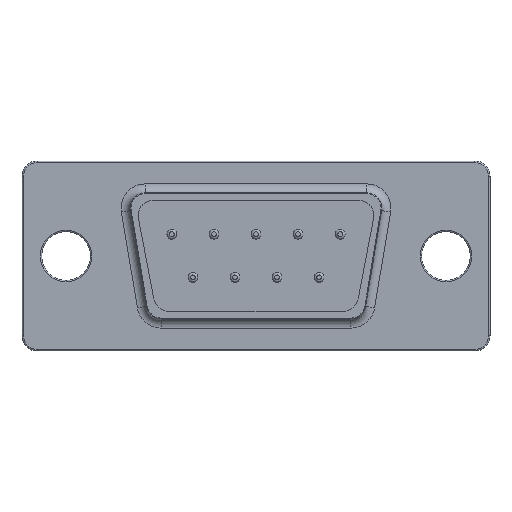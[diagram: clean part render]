
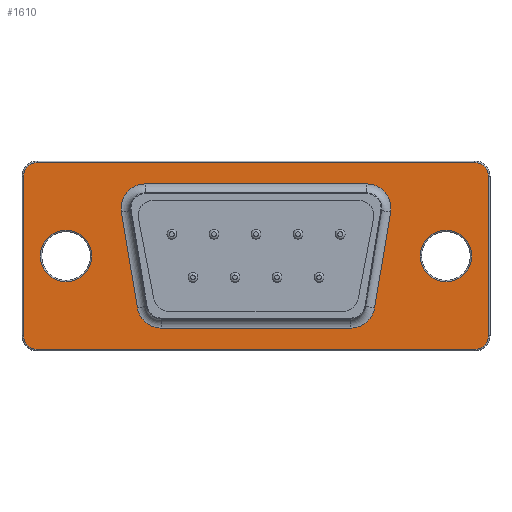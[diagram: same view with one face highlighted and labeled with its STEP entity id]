
A CAD part, top view. The second image highlights one B-rep face of the part: STEP entity #1610.
In plain terms, the highlighted planar face has unit normal (0, 0, 1).
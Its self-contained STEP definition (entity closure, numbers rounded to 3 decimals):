
#1411 = VERTEX_POINT('',#1412);
#1412 = CARTESIAN_POINT('',(-3.317,1.467,4.7));
#1421 = VERTEX_POINT('',#1422);
#1422 = CARTESIAN_POINT('',(-1.739,3.33,4.7));
#1429 = EDGE_CURVE('',#1411,#1421,#1430,.T.);
#1430 = CIRCLE('',#1431,1.6);
#1431 = AXIS2_PLACEMENT_3D('',#1432,#1433,#1434);
#1432 = CARTESIAN_POINT('',(-1.739,1.73,4.7));
#1433 = DIRECTION('',(-0.,0.,-1.));
#1434 = DIRECTION('',(-0.986,-0.165,0.));
#1445 = EDGE_CURVE('',#1421,#1446,#1448,.T.);
#1446 = VERTEX_POINT('',#1447);
#1447 = CARTESIAN_POINT('',(12.819,3.33,4.7));
#1448 = LINE('',#1449,#1450);
#1449 = CARTESIAN_POINT('',(-1.739,3.33,4.7));
#1450 = VECTOR('',#1451,1.);
#1451 = DIRECTION('',(1.,0.,0.));
#1470 = VERTEX_POINT('',#1471);
#1471 = CARTESIAN_POINT('',(-2.266,-4.833,4.7));
#1478 = EDGE_CURVE('',#1470,#1411,#1479,.T.);
#1479 = LINE('',#1480,#1481);
#1480 = CARTESIAN_POINT('',(-2.266,-4.833,4.7));
#1481 = VECTOR('',#1482,1.);
#1482 = DIRECTION('',(-0.165,0.986,0.));
#1497 = VERTEX_POINT('',#1498);
#1498 = CARTESIAN_POINT('',(14.397,1.467,4.7));
#1505 = EDGE_CURVE('',#1446,#1497,#1506,.T.);
#1506 = CIRCLE('',#1507,1.6);
#1507 = AXIS2_PLACEMENT_3D('',#1508,#1509,#1510);
#1508 = CARTESIAN_POINT('',(12.819,1.73,4.7));
#1509 = DIRECTION('',(0.,-0.,-1.));
#1510 = DIRECTION('',(0.,1.,-0.));
#1521 = VERTEX_POINT('',#1522);
#1522 = CARTESIAN_POINT('',(-0.688,-6.17,4.7));
#1531 = EDGE_CURVE('',#1521,#1470,#1532,.T.);
#1532 = CIRCLE('',#1533,1.6);
#1533 = AXIS2_PLACEMENT_3D('',#1534,#1535,#1536);
#1534 = CARTESIAN_POINT('',(-0.688,-4.57,4.7));
#1535 = DIRECTION('',(-0.,-0.,-1.));
#1536 = DIRECTION('',(0.,-1.,0.));
#1547 = EDGE_CURVE('',#1497,#1548,#1550,.T.);
#1548 = VERTEX_POINT('',#1549);
#1549 = CARTESIAN_POINT('',(13.346,-4.833,4.7));
#1550 = LINE('',#1551,#1552);
#1551 = CARTESIAN_POINT('',(14.397,1.467,4.7));
#1552 = VECTOR('',#1553,1.);
#1553 = DIRECTION('',(-0.165,-0.986,0.));
#1572 = VERTEX_POINT('',#1573);
#1573 = CARTESIAN_POINT('',(11.768,-6.17,4.7));
#1580 = EDGE_CURVE('',#1572,#1521,#1581,.T.);
#1581 = LINE('',#1582,#1583);
#1582 = CARTESIAN_POINT('',(11.768,-6.17,4.7));
#1583 = VECTOR('',#1584,1.);
#1584 = DIRECTION('',(-1.,0.,0.));
#1599 = EDGE_CURVE('',#1548,#1572,#1600,.T.);
#1600 = CIRCLE('',#1601,1.6);
#1601 = AXIS2_PLACEMENT_3D('',#1602,#1603,#1604);
#1602 = CARTESIAN_POINT('',(11.768,-4.57,4.7));
#1603 = DIRECTION('',(0.,-0.,-1.));
#1604 = DIRECTION('',(0.986,-0.165,0.));
#1610 = ADVANCED_FACE('',(#1611,#1621,#1691,#1702),#1713,.T.);
#1611 = FACE_BOUND('',#1612,.T.);
#1612 = EDGE_LOOP('',(#1613,#1614,#1615,#1616,#1617,#1618,#1619,#1620));
#1613 = ORIENTED_EDGE('',*,*,#1580,.T.);
#1614 = ORIENTED_EDGE('',*,*,#1531,.T.);
#1615 = ORIENTED_EDGE('',*,*,#1478,.T.);
#1616 = ORIENTED_EDGE('',*,*,#1429,.T.);
#1617 = ORIENTED_EDGE('',*,*,#1445,.T.);
#1618 = ORIENTED_EDGE('',*,*,#1505,.T.);
#1619 = ORIENTED_EDGE('',*,*,#1547,.T.);
#1620 = ORIENTED_EDGE('',*,*,#1599,.T.);
#1621 = FACE_BOUND('',#1622,.T.);
#1622 = EDGE_LOOP('',(#1623,#1633,#1642,#1650,#1659,#1667,#1676,#1684));
#1623 = ORIENTED_EDGE('',*,*,#1624,.T.);
#1624 = EDGE_CURVE('',#1625,#1627,#1629,.T.);
#1625 = VERTEX_POINT('',#1626);
#1626 = CARTESIAN_POINT('',(19.94,4.73,4.7));
#1627 = VERTEX_POINT('',#1628);
#1628 = CARTESIAN_POINT('',(-8.86,4.73,4.7));
#1629 = LINE('',#1630,#1631);
#1630 = CARTESIAN_POINT('',(19.94,4.73,4.7));
#1631 = VECTOR('',#1632,1.);
#1632 = DIRECTION('',(-1.,0.,0.));
#1633 = ORIENTED_EDGE('',*,*,#1634,.T.);
#1634 = EDGE_CURVE('',#1627,#1635,#1637,.T.);
#1635 = VERTEX_POINT('',#1636);
#1636 = CARTESIAN_POINT('',(-9.76,3.83,4.7));
#1637 = CIRCLE('',#1638,0.9);
#1638 = AXIS2_PLACEMENT_3D('',#1639,#1640,#1641);
#1639 = CARTESIAN_POINT('',(-8.86,3.83,4.7));
#1640 = DIRECTION('',(0.,0.,1.));
#1641 = DIRECTION('',(0.,1.,-0.));
#1642 = ORIENTED_EDGE('',*,*,#1643,.T.);
#1643 = EDGE_CURVE('',#1635,#1644,#1646,.T.);
#1644 = VERTEX_POINT('',#1645);
#1645 = CARTESIAN_POINT('',(-9.76,-6.67,4.7));
#1646 = LINE('',#1647,#1648);
#1647 = CARTESIAN_POINT('',(-9.76,3.83,4.7));
#1648 = VECTOR('',#1649,1.);
#1649 = DIRECTION('',(0.,-1.,0.));
#1650 = ORIENTED_EDGE('',*,*,#1651,.T.);
#1651 = EDGE_CURVE('',#1644,#1652,#1654,.T.);
#1652 = VERTEX_POINT('',#1653);
#1653 = CARTESIAN_POINT('',(-8.86,-7.57,4.7));
#1654 = CIRCLE('',#1655,0.9);
#1655 = AXIS2_PLACEMENT_3D('',#1656,#1657,#1658);
#1656 = CARTESIAN_POINT('',(-8.86,-6.67,4.7));
#1657 = DIRECTION('',(0.,0.,1.));
#1658 = DIRECTION('',(-1.,0.,0.));
#1659 = ORIENTED_EDGE('',*,*,#1660,.T.);
#1660 = EDGE_CURVE('',#1652,#1661,#1663,.T.);
#1661 = VERTEX_POINT('',#1662);
#1662 = CARTESIAN_POINT('',(19.94,-7.57,4.7));
#1663 = LINE('',#1664,#1665);
#1664 = CARTESIAN_POINT('',(-8.86,-7.57,4.7));
#1665 = VECTOR('',#1666,1.);
#1666 = DIRECTION('',(1.,0.,0.));
#1667 = ORIENTED_EDGE('',*,*,#1668,.T.);
#1668 = EDGE_CURVE('',#1661,#1669,#1671,.T.);
#1669 = VERTEX_POINT('',#1670);
#1670 = CARTESIAN_POINT('',(20.84,-6.67,4.7));
#1671 = CIRCLE('',#1672,0.9);
#1672 = AXIS2_PLACEMENT_3D('',#1673,#1674,#1675);
#1673 = CARTESIAN_POINT('',(19.94,-6.67,4.7));
#1674 = DIRECTION('',(0.,0.,1.));
#1675 = DIRECTION('',(0.,-1.,0.));
#1676 = ORIENTED_EDGE('',*,*,#1677,.T.);
#1677 = EDGE_CURVE('',#1669,#1678,#1680,.T.);
#1678 = VERTEX_POINT('',#1679);
#1679 = CARTESIAN_POINT('',(20.84,3.83,4.7));
#1680 = LINE('',#1681,#1682);
#1681 = CARTESIAN_POINT('',(20.84,-6.67,4.7));
#1682 = VECTOR('',#1683,1.);
#1683 = DIRECTION('',(0.,1.,0.));
#1684 = ORIENTED_EDGE('',*,*,#1685,.T.);
#1685 = EDGE_CURVE('',#1678,#1625,#1686,.T.);
#1686 = CIRCLE('',#1687,0.9);
#1687 = AXIS2_PLACEMENT_3D('',#1688,#1689,#1690);
#1688 = CARTESIAN_POINT('',(19.94,3.83,4.7));
#1689 = DIRECTION('',(0.,0.,1.));
#1690 = DIRECTION('',(1.,0.,-0.));
#1691 = FACE_BOUND('',#1692,.T.);
#1692 = EDGE_LOOP('',(#1693));
#1693 = ORIENTED_EDGE('',*,*,#1694,.F.);
#1694 = EDGE_CURVE('',#1695,#1695,#1697,.T.);
#1695 = VERTEX_POINT('',#1696);
#1696 = CARTESIAN_POINT('',(-5.26,-1.42,4.7));
#1697 = CIRCLE('',#1698,1.7);
#1698 = AXIS2_PLACEMENT_3D('',#1699,#1700,#1701);
#1699 = CARTESIAN_POINT('',(-6.96,-1.42,4.7));
#1700 = DIRECTION('',(0.,0.,1.));
#1701 = DIRECTION('',(1.,0.,-0.));
#1702 = FACE_BOUND('',#1703,.T.);
#1703 = EDGE_LOOP('',(#1704));
#1704 = ORIENTED_EDGE('',*,*,#1705,.F.);
#1705 = EDGE_CURVE('',#1706,#1706,#1708,.T.);
#1706 = VERTEX_POINT('',#1707);
#1707 = CARTESIAN_POINT('',(19.74,-1.42,4.7));
#1708 = CIRCLE('',#1709,1.7);
#1709 = AXIS2_PLACEMENT_3D('',#1710,#1711,#1712);
#1710 = CARTESIAN_POINT('',(18.04,-1.42,4.7));
#1711 = DIRECTION('',(0.,0.,1.));
#1712 = DIRECTION('',(1.,0.,-0.));
#1713 = PLANE('',#1714);
#1714 = AXIS2_PLACEMENT_3D('',#1715,#1716,#1717);
#1715 = CARTESIAN_POINT('',(5.54,-1.42,4.7));
#1716 = DIRECTION('',(0.,0.,1.));
#1717 = DIRECTION('',(1.,0.,-0.));
